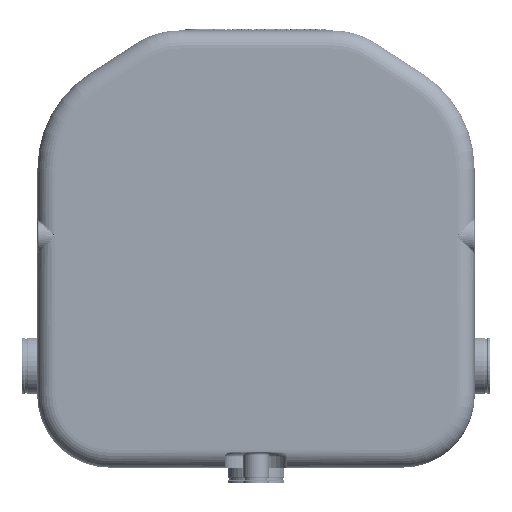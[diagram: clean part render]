
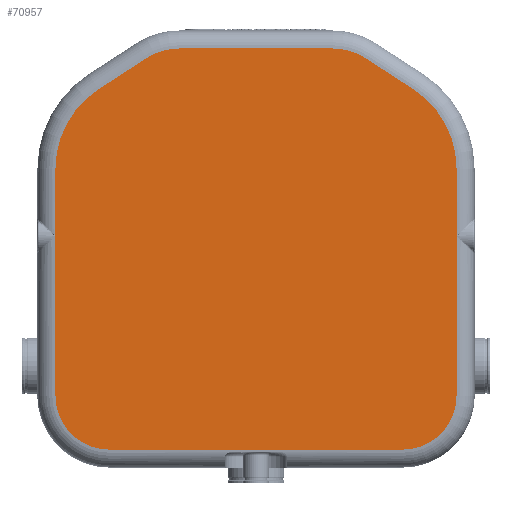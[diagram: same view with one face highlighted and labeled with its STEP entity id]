
A CAD part, front view. The second image highlights one B-rep face of the part: STEP entity #70957.
In plain terms, the highlighted planar face has unit normal (0, -1, 0).
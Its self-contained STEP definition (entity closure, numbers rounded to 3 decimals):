
#264 = AXIS2_PLACEMENT_3D ( 'NONE', #89607, #58561, #26821 ) ;
#297 = CARTESIAN_POINT ( 'NONE',  ( 563.381, 0., -131.331 ) ) ;
#502 = VERTEX_POINT ( 'NONE', #130333 ) ;
#1382 = CARTESIAN_POINT ( 'NONE',  ( -285., 0., -665. ) ) ;
#1787 = CIRCLE ( 'NONE', #100908, 185. ) ;
#2066 = DIRECTION ( 'NONE',  ( 1., 0., 0. ) ) ;
#3454 = CARTESIAN_POINT ( 'NONE',  ( -285., 0., -560. ) ) ;
#3547 = EDGE_CURVE ( 'NONE', #12896, #59233, #1787, .T. ) ;
#7301 = EDGE_CURVE ( 'NONE', #31264, #12896, #18867, .T. ) ;
#8782 = EDGE_LOOP ( 'NONE', ( #12883, #85215, #66579, #57824, #69596, #107273, #110938, #114374, #70309, #19322, #97844, #48752, #83231, #42507 ) ) ;
#10113 = LINE ( 'NONE', #83246, #108939 ) ;
#10670 = LINE ( 'NONE', #297, #125628 ) ;
#10894 = CARTESIAN_POINT ( 'NONE',  ( -390., 0., -250. ) ) ;
#11585 = DIRECTION ( 'NONE',  ( 0., 0., -1. ) ) ;
#12883 = ORIENTED_EDGE ( 'NONE', *, *, #57696, .T. ) ;
#12896 = VERTEX_POINT ( 'NONE', #110120 ) ;
#13896 = VECTOR ( 'NONE', #95905, 1000. ) ;
#14349 = CARTESIAN_POINT ( 'NONE',  ( 390., 0., -250. ) ) ;
#15641 = CARTESIAN_POINT ( 'NONE',  ( -390., 0., -560. ) ) ;
#18867 = LINE ( 'NONE', #103025, #105693 ) ;
#19322 = ORIENTED_EDGE ( 'NONE', *, *, #38128, .F. ) ;
#19556 = DIRECTION ( 'NONE',  ( -0.839, 0., -0.545 ) ) ;
#19747 = CARTESIAN_POINT ( 'NONE',  ( -285., 0., -665. ) ) ;
#22666 = DIRECTION ( 'NONE',  ( 0., 1., 0. ) ) ;
#25995 = LINE ( 'NONE', #15641, #129163 ) ;
#26821 = DIRECTION ( 'NONE',  ( 0., 0., 1. ) ) ;
#27718 = DIRECTION ( 'NONE',  ( 0., 1., 0. ) ) ;
#29029 = VERTEX_POINT ( 'NONE', #91340 ) ;
#29954 = EDGE_CURVE ( 'NONE', #63274, #89597, #55178, .T. ) ;
#31264 = VERTEX_POINT ( 'NONE', #57078 ) ;
#32321 = DIRECTION ( 'NONE',  ( 0., 0., 1. ) ) ;
#36758 = VERTEX_POINT ( 'NONE', #19747 ) ;
#37081 = AXIS2_PLACEMENT_3D ( 'NONE', #38545, #70304, #46845 ) ;
#38128 = EDGE_CURVE ( 'NONE', #49065, #58719, #135943, .T. ) ;
#38545 = CARTESIAN_POINT ( 'NONE',  ( -285., 0., -560. ) ) ;
#39017 = VERTEX_POINT ( 'NONE', #53292 ) ;
#40965 = EDGE_CURVE ( 'NONE', #502, #36758, #96572, .T. ) ;
#41172 = DIRECTION ( 'NONE',  ( 0., 0., -1. ) ) ;
#41271 = LINE ( 'NONE', #125447, #61389 ) ;
#42507 = ORIENTED_EDGE ( 'NONE', *, *, #3547, .T. ) ;
#43694 = EDGE_CURVE ( 'NONE', #118656, #502, #41271, .T. ) ;
#46845 = DIRECTION ( 'NONE',  ( 0., 0., 1. ) ) ;
#46989 = CIRCLE ( 'NONE', #117438, 115. ) ;
#48752 = ORIENTED_EDGE ( 'NONE', *, *, #107715, .T. ) ;
#49048 = CIRCLE ( 'NONE', #104090, 185. ) ;
#49065 = VERTEX_POINT ( 'NONE', #105129 ) ;
#53292 = CARTESIAN_POINT ( 'NONE',  ( 285., 0., -665. ) ) ;
#53825 = EDGE_CURVE ( 'NONE', #36758, #39017, #54558, .T. ) ;
#54558 = LINE ( 'NONE', #1382, #128697 ) ;
#55178 = LINE ( 'NONE', #97264, #13896 ) ;
#57078 = CARTESIAN_POINT ( 'NONE',  ( -212.633, 0., 96.447 ) ) ;
#57317 = FACE_OUTER_BOUND ( 'NONE', #8782, .T. ) ;
#57696 = EDGE_CURVE ( 'NONE', #59233, #118656, #25995, .T. ) ;
#57824 = ORIENTED_EDGE ( 'NONE', *, *, #53825, .T. ) ;
#58561 = DIRECTION ( 'NONE',  ( 0., 1., 0. ) ) ;
#58719 = VERTEX_POINT ( 'NONE', #111541 ) ;
#59233 = VERTEX_POINT ( 'NONE', #78617 ) ;
#61389 = VECTOR ( 'NONE', #11585, 1000. ) ;
#61482 = CARTESIAN_POINT ( 'NONE',  ( 305.758, 0., 35.971 ) ) ;
#63274 = VERTEX_POINT ( 'NONE', #14349 ) ;
#66579 = ORIENTED_EDGE ( 'NONE', *, *, #40965, .T. ) ;
#69596 = ORIENTED_EDGE ( 'NONE', *, *, #73799, .F. ) ;
#70304 = DIRECTION ( 'NONE',  ( 0., -1., 0. ) ) ;
#70309 = ORIENTED_EDGE ( 'NONE', *, *, #94980, .F. ) ;
#70849 = CIRCLE ( 'NONE', #264, 105. ) ;
#70957 = ADVANCED_FACE ( 'NONE', ( #57317 ), #76631, .F. ) ;
#73799 = EDGE_CURVE ( 'NONE', #89597, #39017, #70849, .T. ) ;
#76446 = EDGE_CURVE ( 'NONE', #78701, #76848, #49048, .T. ) ;
#76631 = PLANE ( 'NONE',  #128064 ) ;
#76848 = VERTEX_POINT ( 'NONE', #93435 ) ;
#78617 = CARTESIAN_POINT ( 'NONE',  ( -390., 0., -119.183 ) ) ;
#78701 = VERTEX_POINT ( 'NONE', #61482 ) ;
#83231 = ORIENTED_EDGE ( 'NONE', *, *, #7301, .T. ) ;
#83246 = CARTESIAN_POINT ( 'NONE',  ( 390., 0., -560. ) ) ;
#83411 = CARTESIAN_POINT ( 'NONE',  ( -150., 0., 0. ) ) ;
#83518 = DIRECTION ( 'NONE',  ( 0., 0., 1. ) ) ;
#84474 = DIRECTION ( 'NONE',  ( 0.839, 0., -0.545 ) ) ;
#85215 = ORIENTED_EDGE ( 'NONE', *, *, #43694, .T. ) ;
#88816 = DIRECTION ( 'NONE',  ( 0., 0., 1. ) ) ;
#89597 = VERTEX_POINT ( 'NONE', #117071 ) ;
#89607 = CARTESIAN_POINT ( 'NONE',  ( 285., 0., -560. ) ) ;
#90544 = LINE ( 'NONE', #111236, #109409 ) ;
#91340 = CARTESIAN_POINT ( 'NONE',  ( -150., 0., 115. ) ) ;
#93435 = CARTESIAN_POINT ( 'NONE',  ( 390., 0., -119.183 ) ) ;
#94980 = EDGE_CURVE ( 'NONE', #58719, #78701, #10670, .T. ) ;
#95905 = DIRECTION ( 'NONE',  ( 0., 0., -1. ) ) ;
#96572 = CIRCLE ( 'NONE', #37081, 105. ) ;
#97264 = CARTESIAN_POINT ( 'NONE',  ( 390., 0., -560. ) ) ;
#97844 = ORIENTED_EDGE ( 'NONE', *, *, #116683, .T. ) ;
#100547 = DIRECTION ( 'NONE',  ( 0., -1., 0. ) ) ;
#100908 = AXIS2_PLACEMENT_3D ( 'NONE', #132929, #100547, #88816 ) ;
#103025 = CARTESIAN_POINT ( 'NONE',  ( -563.381, 0., -131.331 ) ) ;
#104090 = AXIS2_PLACEMENT_3D ( 'NONE', #104244, #27718, #83518 ) ;
#104244 = CARTESIAN_POINT ( 'NONE',  ( 205., 0., -119.183 ) ) ;
#104814 = DIRECTION ( 'NONE',  ( 0., 0., 1. ) ) ;
#105129 = CARTESIAN_POINT ( 'NONE',  ( 150., 0., 115. ) ) ;
#105693 = VECTOR ( 'NONE', #19556, 1000. ) ;
#107273 = ORIENTED_EDGE ( 'NONE', *, *, #29954, .F. ) ;
#107715 = EDGE_CURVE ( 'NONE', #29029, #31264, #46989, .T. ) ;
#108939 = VECTOR ( 'NONE', #41172, 1000. ) ;
#109409 = VECTOR ( 'NONE', #109872, 1000. ) ;
#109872 = DIRECTION ( 'NONE',  ( -1., 0., 0. ) ) ;
#110120 = CARTESIAN_POINT ( 'NONE',  ( -305.758, 0., 35.971 ) ) ;
#110307 = EDGE_CURVE ( 'NONE', #76848, #63274, #10113, .T. ) ;
#110938 = ORIENTED_EDGE ( 'NONE', *, *, #110307, .F. ) ;
#111236 = CARTESIAN_POINT ( 'NONE',  ( -285., 0., 115. ) ) ;
#111541 = CARTESIAN_POINT ( 'NONE',  ( 212.633, 0., 96.447 ) ) ;
#114374 = ORIENTED_EDGE ( 'NONE', *, *, #76446, .F. ) ;
#116683 = EDGE_CURVE ( 'NONE', #49065, #29029, #90544, .T. ) ;
#117071 = CARTESIAN_POINT ( 'NONE',  ( 390., 0., -560. ) ) ;
#117241 = DIRECTION ( 'NONE',  ( 0., -1., 0. ) ) ;
#117438 = AXIS2_PLACEMENT_3D ( 'NONE', #83411, #117241, #104814 ) ;
#117794 = DIRECTION ( 'NONE',  ( 0., 0., -1. ) ) ;
#118335 = AXIS2_PLACEMENT_3D ( 'NONE', #135152, #22666, #32321 ) ;
#118656 = VERTEX_POINT ( 'NONE', #10894 ) ;
#118726 = DIRECTION ( 'NONE',  ( 0., 1., 0. ) ) ;
#120087 = DIRECTION ( 'NONE',  ( 0., 0., 1. ) ) ;
#125447 = CARTESIAN_POINT ( 'NONE',  ( -390., 0., -560. ) ) ;
#125628 = VECTOR ( 'NONE', #84474, 1000. ) ;
#128064 = AXIS2_PLACEMENT_3D ( 'NONE', #3454, #118726, #120087 ) ;
#128697 = VECTOR ( 'NONE', #2066, 1000. ) ;
#129163 = VECTOR ( 'NONE', #117794, 1000. ) ;
#130333 = CARTESIAN_POINT ( 'NONE',  ( -390., 0., -560. ) ) ;
#132929 = CARTESIAN_POINT ( 'NONE',  ( -205., 0., -119.183 ) ) ;
#135152 = CARTESIAN_POINT ( 'NONE',  ( 150., 0., 0. ) ) ;
#135943 = CIRCLE ( 'NONE', #118335, 115. ) ;
